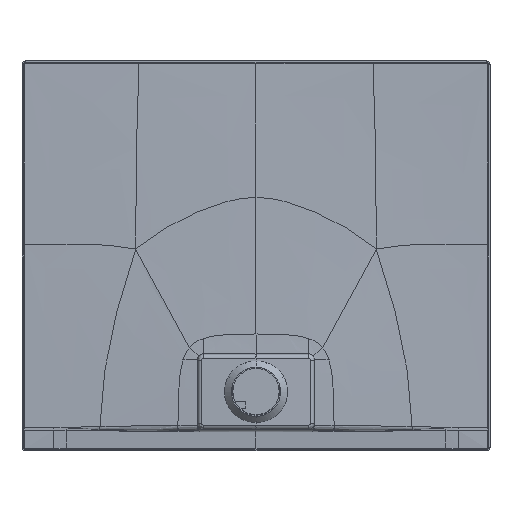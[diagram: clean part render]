
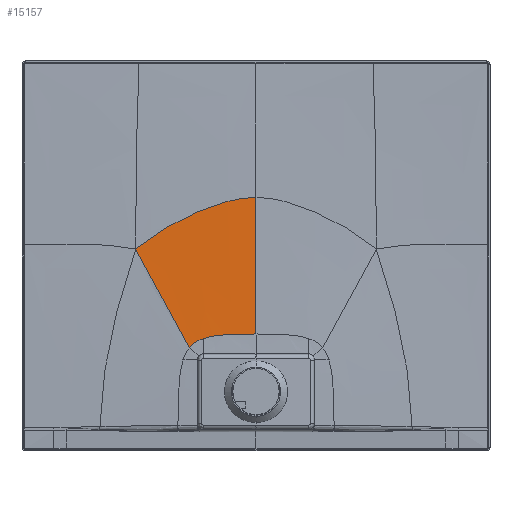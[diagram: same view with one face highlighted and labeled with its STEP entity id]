
A CAD part, front view. The second image highlights one B-rep face of the part: STEP entity #15157.
In plain terms, the highlighted free-form (B-spline) face has degree [3, 3] with [9, 8] control points.
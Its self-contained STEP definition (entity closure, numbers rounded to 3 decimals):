
#4492=CARTESIAN_POINT('',(-0.001,-9.149,
487.57));
#4543=DIRECTION('',(0.,-0.023,-1.));
#4544=VECTOR('',#4543,262.572);
#4545=CARTESIAN_POINT('',(-0.001,-9.149,
487.57));
#4546=LINE('',#4545,#4544);
#4547=CARTESIAN_POINT('',(0.,-15.299,
225.07));
#4548=CARTESIAN_POINT('',(-17.759,-15.299,
225.07));
#4549=CARTESIAN_POINT('',(-49.086,-15.299,
224.723));
#4550=CARTESIAN_POINT('',(-80.508,-15.299,
221.854));
#4551=CARTESIAN_POINT('',(-95.735,-15.299,
218.104));
#4552=CARTESIAN_POINT('',(-101.03,-15.299,
216.298));
#4554=CARTESIAN_POINT('',(-101.03,-15.299,
216.298));
#4555=CARTESIAN_POINT('',(-104.197,-15.298,
215.218));
#4556=CARTESIAN_POINT('',(-111.123,-15.298,
212.392));
#4557=CARTESIAN_POINT('',(-120.387,-15.298,
206.705));
#4558=CARTESIAN_POINT('',(-125.898,-15.297,
201.385));
#4559=CARTESIAN_POINT('',(-128.376,-15.297,
198.394));
#4561=CARTESIAN_POINT('',(-231.38,-7.919,
388.37));
#4562=CARTESIAN_POINT('',(-221.358,-8.023,
396.769));
#4563=CARTESIAN_POINT('',(-201.238,-8.206,
411.967));
#4564=CARTESIAN_POINT('',(-161.236,-8.492,
437.005));
#4565=CARTESIAN_POINT('',(-112.288,-8.774,
461.265));
#4566=CARTESIAN_POINT('',(-55.297,-9.061,
482.002));
#4567=CARTESIAN_POINT('',(-18.267,-9.149,
487.57));
#4568=CARTESIAN_POINT('',(-0.001,-9.149,
487.57));
#4777=CARTESIAN_POINT('',(-231.38,-7.919,
388.37));
#4778=CARTESIAN_POINT('',(-227.987,-8.087,
382.462));
#4779=CARTESIAN_POINT('',(-221.369,-8.429,
370.901));
#4780=CARTESIAN_POINT('',(-208.918,-9.124,
348.948));
#4781=CARTESIAN_POINT('',(-189.375,-10.351,
313.843));
#4782=CARTESIAN_POINT('',(-167.806,-12.01,
272.937));
#4783=CARTESIAN_POINT('',(-147.261,-13.739,
232.725));
#4784=CARTESIAN_POINT('',(-134.628,-14.785,
209.328));
#4785=CARTESIAN_POINT('',(-128.376,-15.297,
198.394));
#5944=VERTEX_POINT('',#4492);
#5946=VERTEX_POINT('',#4561);
#5948=CARTESIAN_POINT('',(0.,-15.299,
225.07));
#5949=VERTEX_POINT('',#5948);
#5950=VERTEX_POINT('',#4552);
#5951=VERTEX_POINT('',#4559);
#15073=CARTESIAN_POINT('',(1.331,-15.362,
222.381));
#15074=CARTESIAN_POINT('',(-16.978,-15.362,
222.387));
#15075=CARTESIAN_POINT('',(-48.74,-15.362,
222.154));
#15076=CARTESIAN_POINT('',(-84.761,-15.361,
219.208));
#15077=CARTESIAN_POINT('',(-106.48,-15.359,
213.125));
#15078=CARTESIAN_POINT('',(-119.993,-15.359,
205.019));
#15079=CARTESIAN_POINT('',(-125.535,-15.36,
199.636));
#15080=CARTESIAN_POINT('',(-128.076,-15.36,
196.48));
#15081=CARTESIAN_POINT('',(1.331,-14.829,
245.152));
#15082=CARTESIAN_POINT('',(-16.971,-14.829,
245.179));
#15083=CARTESIAN_POINT('',(-49.143,-14.831,
244.141));
#15084=CARTESIAN_POINT('',(-86.672,-14.839,
238.148));
#15085=CARTESIAN_POINT('',(-110.074,-14.844,
228.833));
#15086=CARTESIAN_POINT('',(-125.177,-14.839,
218.132));
#15087=CARTESIAN_POINT('',(-131.628,-14.832,
211.477));
#15088=CARTESIAN_POINT('',(-134.672,-14.827,
207.679));
#15089=CARTESIAN_POINT('',(1.328,-13.783,
289.796));
#15090=CARTESIAN_POINT('',(-16.913,-13.783,
289.864));
#15091=CARTESIAN_POINT('',(-49.849,-13.787,
287.248));
#15092=CARTESIAN_POINT('',(-90.392,-13.809,
275.451));
#15093=CARTESIAN_POINT('',(-117.167,-13.821,
260.259));
#15094=CARTESIAN_POINT('',(-135.431,-13.802,
245.028));
#15095=CARTESIAN_POINT('',(-143.682,-13.777,
236.189));
#15096=CARTESIAN_POINT('',(-147.723,-13.759,
231.281));
#15097=CARTESIAN_POINT('',(1.312,-12.224,
356.316));
#15098=CARTESIAN_POINT('',(-16.691,-12.224,
356.437));
#15099=CARTESIAN_POINT('',(-50.581,-12.221,
351.749));
#15100=CARTESIAN_POINT('',(-95.819,-12.216,
332.674));
#15101=CARTESIAN_POINT('',(-128.239,-12.192,
310.432));
#15102=CARTESIAN_POINT('',(-151.87,-12.114,289.74));
#15103=CARTESIAN_POINT('',(-163.151,-12.046,
278.145));
#15104=CARTESIAN_POINT('',(-168.851,-12.002,
271.775));
#15105=CARTESIAN_POINT('',(1.305,-10.943,
411.002));
#15106=CARTESIAN_POINT('',(-16.591,-10.944,
411.15));
#15107=CARTESIAN_POINT('',(-51.374,-10.914,
405.446));
#15108=CARTESIAN_POINT('',(-100.937,-10.822,
383.089));
#15109=CARTESIAN_POINT('',(-139.149,-10.705,
357.604));
#15110=CARTESIAN_POINT('',(-168.641,-10.537,
333.688));
#15111=CARTESIAN_POINT('',(-183.254,-10.413,
320.045));
#15112=CARTESIAN_POINT('',(-190.749,-10.337,
312.46));
#15113=CARTESIAN_POINT('',(1.323,-10.046,
449.284));
#15114=CARTESIAN_POINT('',(-16.818,-10.047,
449.434));
#15115=CARTESIAN_POINT('',(-52.699,-9.99,
443.619));
#15116=CARTESIAN_POINT('',(-105.923,-9.804,
421.241));
#15117=CARTESIAN_POINT('',(-149.178,-9.603,
395.658));
#15118=CARTESIAN_POINT('',(-183.95,-9.365,
370.607));
#15119=CARTESIAN_POINT('',(-201.53,-9.203,
355.79));
#15120=CARTESIAN_POINT('',(-210.575,-9.106,
347.423));
#15121=CARTESIAN_POINT('',(1.344,-9.52,
471.735));
#15122=CARTESIAN_POINT('',(-17.079,-9.522,
471.882));
#15123=CARTESIAN_POINT('',(-53.816,-9.446,
466.178));
#15124=CARTESIAN_POINT('',(-109.436,-9.201,
444.455));
#15125=CARTESIAN_POINT('',(-155.941,-8.95,
419.455));
#15126=CARTESIAN_POINT('',(-194.094,-8.678,
394.076));
#15127=CARTESIAN_POINT('',(-213.533,-8.498,
378.665));
#15128=CARTESIAN_POINT('',(-223.528,-8.391,
369.879));
#15129=CARTESIAN_POINT('',(1.359,-9.25,
483.248));
#15130=CARTESIAN_POINT('',(-17.263,-9.252,
483.393));
#15131=CARTESIAN_POINT('',(-54.526,-9.167,
477.805));
#15132=CARTESIAN_POINT('',(-111.472,-8.89,
456.644));
#15133=CARTESIAN_POINT('',(-159.742,-8.617,
432.155));
#15134=CARTESIAN_POINT('',(-199.706,-8.33,
406.716));
#15135=CARTESIAN_POINT('',(-220.12,-8.142,
391.031));
#15136=CARTESIAN_POINT('',(-230.606,-8.031,
382.046));
#15137=CARTESIAN_POINT('',(1.367,-9.109,
489.293));
#15138=CARTESIAN_POINT('',(-17.375,-9.111,
489.435));
#15139=CARTESIAN_POINT('',(-54.941,-9.021,
483.923));
#15140=CARTESIAN_POINT('',(-112.612,-8.728,
463.113));
#15141=CARTESIAN_POINT('',(-161.831,-8.443,
438.942));
#15142=CARTESIAN_POINT('',(-202.757,-8.149,
413.494));
#15143=CARTESIAN_POINT('',(-223.682,-7.958,
397.672));
#15144=CARTESIAN_POINT('',(-234.422,-7.845,
388.588));
#15145=B_SPLINE_SURFACE_WITH_KNOTS('',3,3,((#15073,#15074,#15075,#15076,#15077,
#15078,#15079,#15080),(#15081,#15082,#15083,#15084,#15085,#15086,#15087,#15088),
(#15089,#15090,#15091,#15092,#15093,#15094,#15095,#15096),(#15097,#15098,#15099,
#15100,#15101,#15102,#15103,#15104),(#15105,#15106,#15107,#15108,#15109,#15110,
#15111,#15112),(#15113,#15114,#15115,#15116,#15117,#15118,#15119,#15120),
(#15121,#15122,#15123,#15124,#15125,#15126,#15127,#15128),(#15129,#15130,#15131,
#15132,#15133,#15134,#15135,#15136),(#15137,#15138,#15139,#15140,#15141,#15142,
#15143,#15144)),.UNSPECIFIED.,.F.,.F.,.F.,(4,1,1,1,1,1,4),(4,1,1,1,1,4),(
-0.005,0.125,0.25,0.375,0.438,0.469,0.503),
(-0.003,0.125,0.25,0.375,0.438,0.504),
.UNSPECIFIED.);
#15147=ORIENTED_EDGE('',*,*,#15146,.T.);
#15149=ORIENTED_EDGE('',*,*,#15148,.T.);
#15151=ORIENTED_EDGE('',*,*,#15150,.T.);
#15153=ORIENTED_EDGE('',*,*,#15152,.F.);
#15154=ORIENTED_EDGE('',*,*,#15064,.T.);
#15155=EDGE_LOOP('',(#15147,#15149,#15151,#15153,#15154));
#15156=FACE_OUTER_BOUND('',#15155,.F.);
#15157=ADVANCED_FACE('',(#15156),#15145,.T.);
#4553=B_SPLINE_CURVE_WITH_KNOTS('',3,(#4547,#4548,#4549,#4550,#4551,#4552),
.UNSPECIFIED.,.F.,.F.,(4,1,1,4),(0.,0.381,0.762,1.),
.UNSPECIFIED.);
#4560=B_SPLINE_CURVE_WITH_KNOTS('',3,(#4554,#4555,#4556,#4557,#4558,#4559),
.UNSPECIFIED.,.F.,.F.,(4,1,1,4),(0.,0.272,0.636,1.),
.UNSPECIFIED.);
#4569=B_SPLINE_CURVE_WITH_KNOTS('',3,(#4561,#4562,#4563,#4564,#4565,#4566,#4567,
#4568),.UNSPECIFIED.,.F.,.F.,(4,1,1,1,1,4),(0.,0.125,
0.25,0.5,0.75,1.),.UNSPECIFIED.);
#4786=B_SPLINE_CURVE_WITH_KNOTS('',3,(#4777,#4778,#4779,#4780,#4781,#4782,#4783,
#4784,#4785),.UNSPECIFIED.,.F.,.F.,(4,1,1,1,1,1,4),(0.,0.062,
0.125,0.25,0.5,0.75,1.),
.UNSPECIFIED.);
#15064=EDGE_CURVE('',#5946,#5944,#4569,.T.);
#15146=EDGE_CURVE('',#5944,#5949,#4546,.T.);
#15148=EDGE_CURVE('',#5949,#5950,#4553,.T.);
#15150=EDGE_CURVE('',#5950,#5951,#4560,.T.);
#15152=EDGE_CURVE('',#5946,#5951,#4786,.T.);
